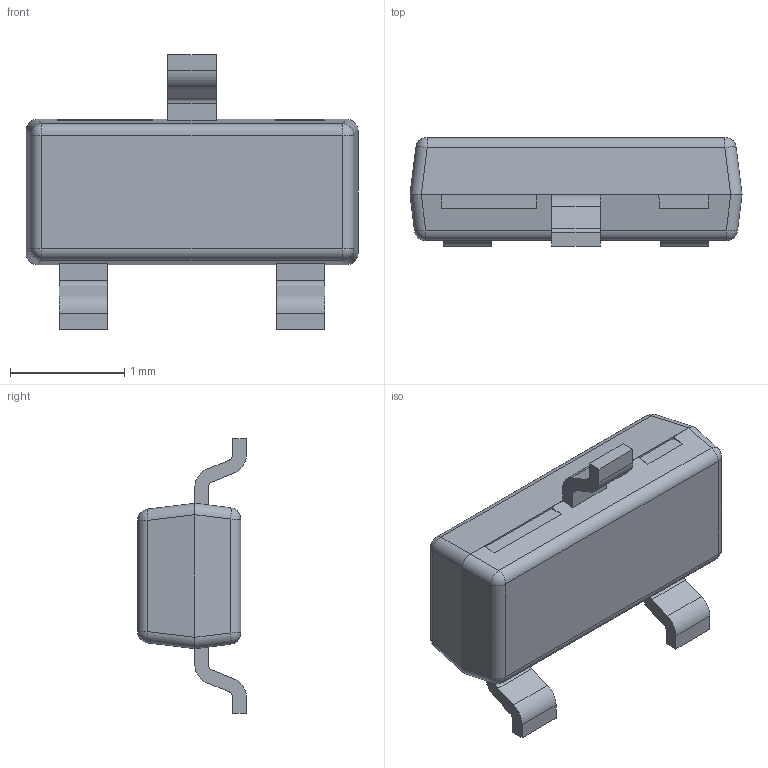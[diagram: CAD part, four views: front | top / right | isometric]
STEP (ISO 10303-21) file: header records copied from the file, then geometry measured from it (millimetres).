
FILE_DESCRIPTION(('CAx-IF Rec.Pracs.---Model Styling and Organization---1.5---2016-08-15','CAx-IF Rec.Pracs.---Geometric and Assembly Validation Properties---4.4---2016-08-17','CAx-IF Rec.Pracs.---User Defined Attributes---1.5---2016-08-15','CAx-IF Rec.Pracs.---External References---2.1---2005-01-19'),'2;1');
FILE_NAME('235921.step','2025-05-18T09:43:46',('Unspecified'),('Unspecified'),'CAD Exchanger 3.10.2 (cadexchanger.com)','Unspecified','');
FILE_SCHEMA(('AUTOMOTIVE_DESIGN { 1 0 10303 214 1 1 1 1 }'));
Length unit declared in the file: millimetre
Products named in the file (4): SOT23 step; SOT23 lower body; SOT23 Lead; SOT23 Upper body
Assembly tree (5 placements, depth 2):
  SOT23 step
    SOT23 lower body
    SOT23 Lead  x3
    SOT23 Upper body
Bounding box: 2.9 x 0.95 x 2.4 mm (x, y, z)
Volume: 3.2 mm3; surface area: 23.3 mm2
Topology: 5 solids, 5 shells, 120 faces, 305 edges, 190 vertices
Faces by surface type: plane 69, cylinder 43, sphere 8
Entity records: 2783 total; most frequent: CARTESIAN_POINT 489, DIRECTION 475, ORIENTED_EDGE 450, EDGE_CURVE 225, AXIS2_PLACEMENT_3D 160, LINE 155, VECTOR 155, VERTEX_POINT 142
